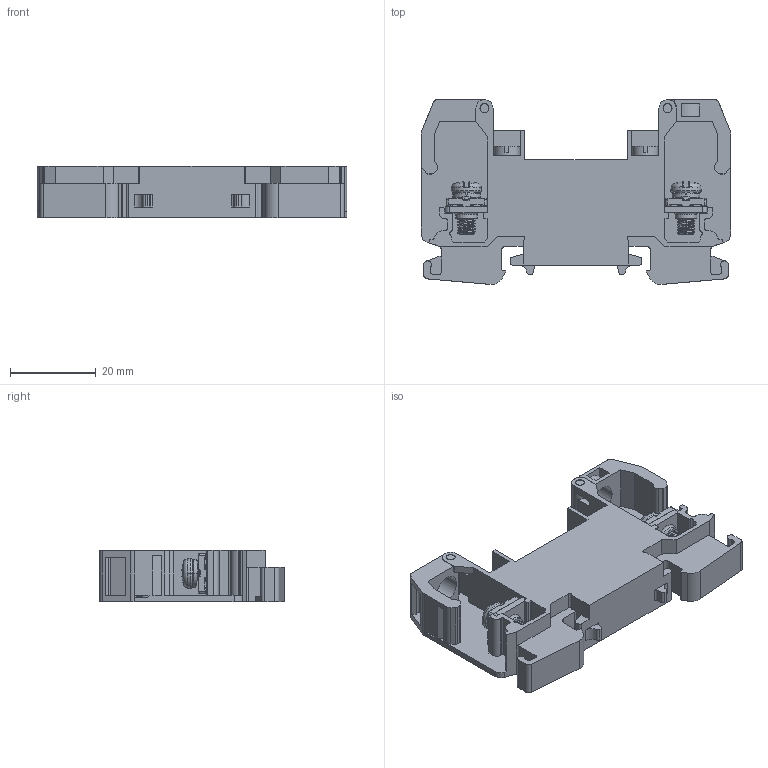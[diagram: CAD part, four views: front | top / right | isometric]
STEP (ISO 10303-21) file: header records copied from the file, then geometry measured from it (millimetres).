
FILE_DESCRIPTION((''),'2;1');
FILE_NAME('5YB576919_ASM','2023-11-06T',('dell'),(''),'PRO/ENGINEER BY PARAMETRIC TECHNOLOGY CORPORATION, 2013230','PRO/ENGINEER BY PARAMETRIC TECHNOLOGY CORPORATION, 2013230','');
FILE_SCHEMA(('AUTOMOTIVE_DESIGN { 1 0 10303 214 1 1 1 1 }'));
Products named in the file (1): 5YB576919_ASM
Bounding box: 72 x 42.99 x 12 mm (x, y, z)
Volume: 17381 mm3; surface area: 14572.9 mm2
Topology: 3 solids, 10 shells, 940 faces, 2584 edges, 1673 vertices
Faces by surface type: plane 367, cylinder 335, bspline 125, torus 50, cone 41, sphere 20, extrusion 2
Entity records: 44860 total; most frequent: CARTESIAN_POINT 20635, ORIENTED_EDGE 5152, DIRECTION 4585, EDGE_CURVE 2576, VERTEX_POINT 1673, AXIS2_PLACEMENT_3D 1628, VECTOR 1329, LINE 1327
